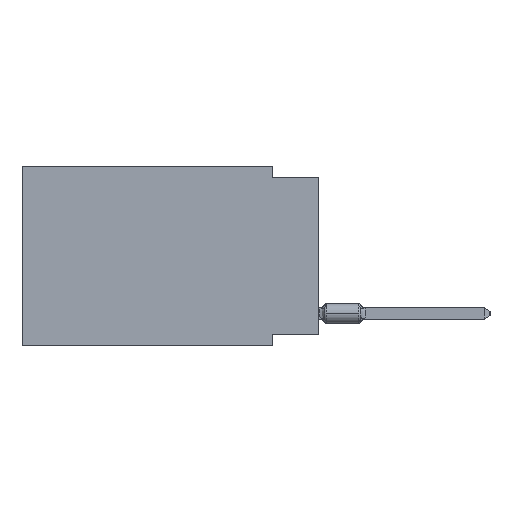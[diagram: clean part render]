
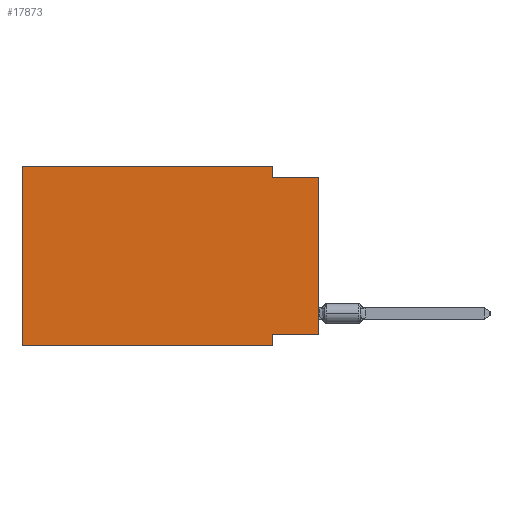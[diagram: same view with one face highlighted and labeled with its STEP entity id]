
A CAD part, left-side view. The second image highlights one B-rep face of the part: STEP entity #17873.
In plain terms, the highlighted planar face has unit normal (-1, 0, 0).
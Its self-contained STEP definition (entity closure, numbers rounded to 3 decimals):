
#1573 = EDGE_CURVE ( 'NONE', #27133, #27804, #7013, .T. ) ;
#1590 = DIRECTION ( 'NONE',  ( 0., 0., -1. ) ) ;
#2371 = CARTESIAN_POINT ( 'NONE',  ( 0., 16.383, -9.906 ) ) ;
#2560 = DIRECTION ( 'NONE',  ( 0., -1., 0. ) ) ;
#2896 = LINE ( 'NONE', #20150, #35950 ) ;
#3308 = CARTESIAN_POINT ( 'NONE',  ( 0., 16.383, 0. ) ) ;
#3445 = CARTESIAN_POINT ( 'NONE',  ( 0., 0., -0.635 ) ) ;
#4426 = ORIENTED_EDGE ( 'NONE', *, *, #11639, .F. ) ;
#5406 = CARTESIAN_POINT ( 'NONE',  ( 0., 2.54, -0.635 ) ) ;
#7013 = LINE ( 'NONE', #25465, #28917 ) ;
#8406 = VECTOR ( 'NONE', #2560, 1000. ) ;
#8563 = EDGE_CURVE ( 'NONE', #35074, #20502, #36023, .T. ) ;
#9610 = EDGE_CURVE ( 'NONE', #38120, #27804, #32782, .T. ) ;
#10331 = CARTESIAN_POINT ( 'NONE',  ( 0., 2.54, -9.271 ) ) ;
#10842 = ORIENTED_EDGE ( 'NONE', *, *, #9610, .F. ) ;
#11325 = PLANE ( 'NONE',  #13604 ) ;
#11639 = EDGE_CURVE ( 'NONE', #20978, #38120, #34364, .T. ) ;
#11742 = DIRECTION ( 'NONE',  ( 0., 1., 0. ) ) ;
#11856 = ORIENTED_EDGE ( 'NONE', *, *, #13380, .F. ) ;
#12312 = ORIENTED_EDGE ( 'NONE', *, *, #36837, .F. ) ;
#12945 = VECTOR ( 'NONE', #20701, 1000. ) ;
#13380 = EDGE_CURVE ( 'NONE', #20502, #20978, #28657, .T. ) ;
#13496 = VECTOR ( 'NONE', #26871, 1000. ) ;
#13604 = AXIS2_PLACEMENT_3D ( 'NONE', #23303, #35491, #17599 ) ;
#14259 = CARTESIAN_POINT ( 'NONE',  ( 0., 2.54, 0. ) ) ;
#14891 = CARTESIAN_POINT ( 'NONE',  ( 0., 16.383, -9.906 ) ) ;
#15421 = LINE ( 'NONE', #38645, #32326 ) ;
#16100 = CARTESIAN_POINT ( 'NONE',  ( 0., 2.54, 0. ) ) ;
#17461 = CARTESIAN_POINT ( 'NONE',  ( 0., 0., -0.635 ) ) ;
#17599 = DIRECTION ( 'NONE',  ( 0., 0., -1. ) ) ;
#17846 = LINE ( 'NONE', #14891, #13496 ) ;
#17873 = ADVANCED_FACE ( 'NONE', ( #38235 ), #11325, .F. ) ;
#19164 = ORIENTED_EDGE ( 'NONE', *, *, #30700, .T. ) ;
#19636 = CARTESIAN_POINT ( 'NONE',  ( 0., 16.383, 0. ) ) ;
#20150 = CARTESIAN_POINT ( 'NONE',  ( 0., 2.54, -9.906 ) ) ;
#20502 = VERTEX_POINT ( 'NONE', #3308 ) ;
#20701 = DIRECTION ( 'NONE',  ( 0., 0., 1. ) ) ;
#20910 = VECTOR ( 'NONE', #34759, 1000. ) ;
#20978 = VERTEX_POINT ( 'NONE', #14259 ) ;
#21210 = CARTESIAN_POINT ( 'NONE',  ( 0., 0., -9.271 ) ) ;
#21409 = ORIENTED_EDGE ( 'NONE', *, *, #8563, .F. ) ;
#21451 = CARTESIAN_POINT ( 'NONE',  ( 0., 16.383, 0. ) ) ;
#21935 = DIRECTION ( 'NONE',  ( 0., 0., 1. ) ) ;
#23303 = CARTESIAN_POINT ( 'NONE',  ( 0., 16.383, 0. ) ) ;
#24946 = VERTEX_POINT ( 'NONE', #29132 ) ;
#25465 = CARTESIAN_POINT ( 'NONE',  ( 0., 0., 0. ) ) ;
#26871 = DIRECTION ( 'NONE',  ( 0., -1., 0. ) ) ;
#27036 = EDGE_LOOP ( 'NONE', ( #29078, #10842, #4426, #11856, #21409, #19164, #31740, #12312 ) ) ;
#27133 = VERTEX_POINT ( 'NONE', #21210 ) ;
#27641 = VERTEX_POINT ( 'NONE', #10331 ) ;
#27804 = VERTEX_POINT ( 'NONE', #3445 ) ;
#28657 = LINE ( 'NONE', #19636, #20910 ) ;
#28917 = VECTOR ( 'NONE', #21935, 1000. ) ;
#29078 = ORIENTED_EDGE ( 'NONE', *, *, #1573, .T. ) ;
#29132 = CARTESIAN_POINT ( 'NONE',  ( 0., 2.54, -9.906 ) ) ;
#30222 = VECTOR ( 'NONE', #1590, 1000. ) ;
#30700 = EDGE_CURVE ( 'NONE', #35074, #24946, #17846, .T. ) ;
#31740 = ORIENTED_EDGE ( 'NONE', *, *, #32758, .F. ) ;
#32326 = VECTOR ( 'NONE', #11742, 1000. ) ;
#32758 = EDGE_CURVE ( 'NONE', #27641, #24946, #2896, .T. ) ;
#32782 = LINE ( 'NONE', #17461, #8406 ) ;
#34364 = LINE ( 'NONE', #16100, #30222 ) ;
#34759 = DIRECTION ( 'NONE',  ( 0., -1., 0. ) ) ;
#35074 = VERTEX_POINT ( 'NONE', #2371 ) ;
#35491 = DIRECTION ( 'NONE',  ( 1., 0., 0. ) ) ;
#35847 = DIRECTION ( 'NONE',  ( 0., 0., -1. ) ) ;
#35950 = VECTOR ( 'NONE', #35847, 1000. ) ;
#36023 = LINE ( 'NONE', #21451, #12945 ) ;
#36837 = EDGE_CURVE ( 'NONE', #27133, #27641, #15421, .T. ) ;
#38120 = VERTEX_POINT ( 'NONE', #5406 ) ;
#38235 = FACE_OUTER_BOUND ( 'NONE', #27036, .T. ) ;
#38645 = CARTESIAN_POINT ( 'NONE',  ( 0., 0., -9.271 ) ) ;
